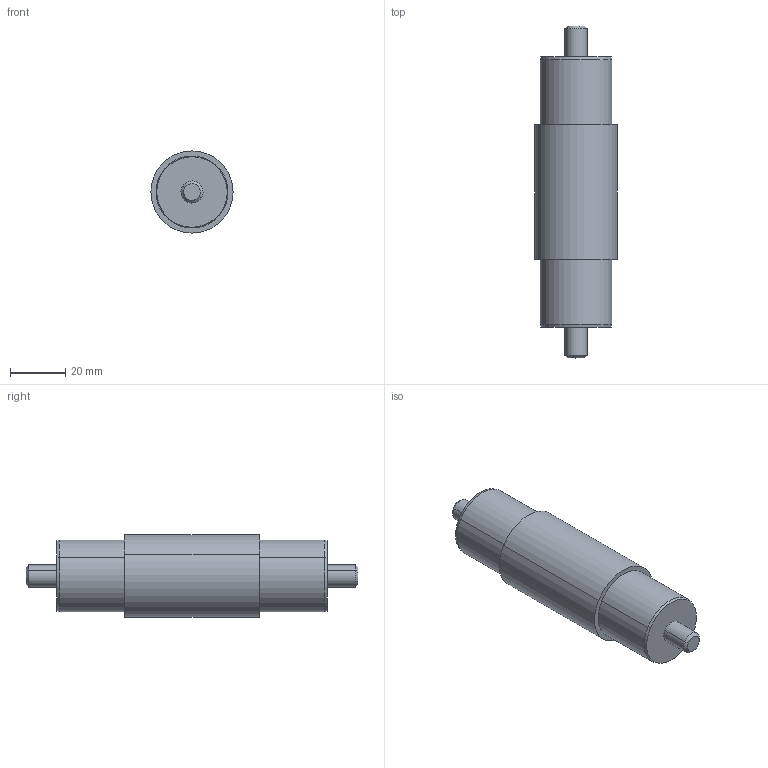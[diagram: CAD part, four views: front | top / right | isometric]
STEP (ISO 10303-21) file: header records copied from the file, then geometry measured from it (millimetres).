
FILE_DESCRIPTION(('CoCreate Modeling STEP Export'),'2;1');
FILE_NAME('m8.stp','2011-05-24T11:15:14',(''),(''),'CoCreate Modeling STEP processor for AP214 (Solid Model)','CoCreate Modeling 18.0P1120 20-Nov-2010 (C) Parametric Technology GmbH','');
FILE_SCHEMA(('AUTOMOTIVE_DESIGN { 1 0 10303 214 1 1 1 1 }'));
Length unit declared in the file: millimetre
Products named in the file (1): BODY_37____SOL10106_-_WSP_BOBIN.PRT
Bounding box: 29.69 x 119.9 x 29.69 mm (x, y, z)
Volume: 60761.4 mm3; surface area: 10411.7 mm2
Topology: 1 solids, 1 shells, 24 faces, 46 edges, 28 vertices
Faces by surface type: cylinder 10, cone 8, plane 6
Entity records: 566 total; most frequent: DIRECTION 96, ORIENTED_EDGE 92, CARTESIAN_POINT 85, EDGE_CURVE 46, AXIS2_PLACEMENT_3D 39, VERTEX_POINT 28, EDGE_LOOP 28, FACE_OUTER_BOUND 24
